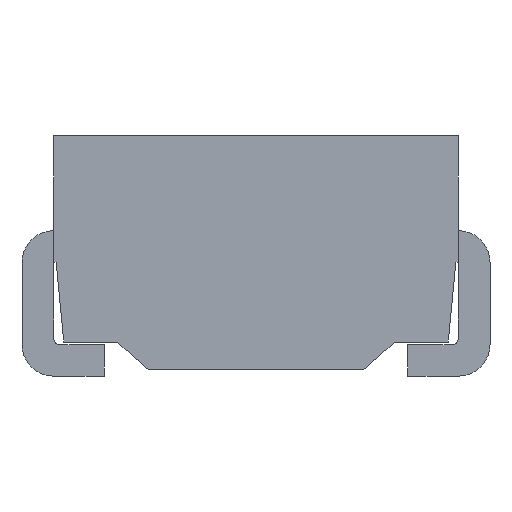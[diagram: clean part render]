
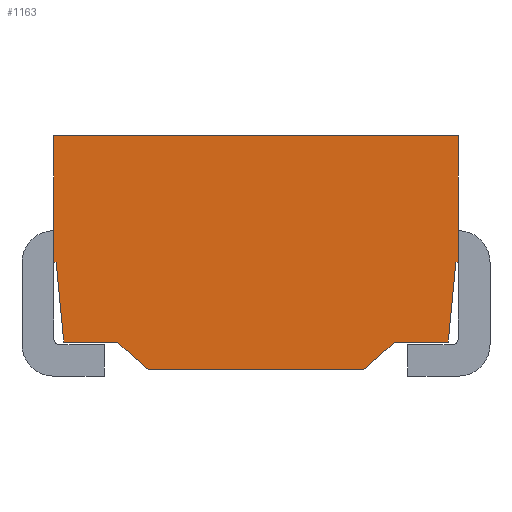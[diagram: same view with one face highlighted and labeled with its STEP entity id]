
A CAD part, front view. The second image highlights one B-rep face of the part: STEP entity #1163.
In plain terms, the highlighted planar face has unit normal (0, -1, 0).
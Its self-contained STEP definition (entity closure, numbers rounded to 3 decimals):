
#112=FACE_OUTER_BOUND('',#172,.T.);
#172=EDGE_LOOP('',(#991,#992,#993,#994,#995,#996,#997,#998,#999,#1000,#1001,
#1002));
#180=LINE('',#1568,#310);
#193=LINE('',#1595,#323);
#253=LINE('',#1752,#383);
#279=LINE('',#1817,#409);
#282=LINE('',#1823,#412);
#285=LINE('',#1829,#415);
#288=LINE('',#1835,#418);
#291=LINE('',#1841,#421);
#294=LINE('',#1845,#424);
#296=LINE('',#1850,#426);
#299=LINE('',#1856,#429);
#302=LINE('',#1860,#432);
#310=VECTOR('',#1265,3.2);
#323=VECTOR('',#1282,1.);
#383=VECTOR('',#1440,1.);
#409=VECTOR('',#1500,0.333);
#412=VECTOR('',#1505,1.7);
#415=VECTOR('',#1510,0.333);
#418=VECTOR('',#1515,0.42);
#421=VECTOR('',#1520,0.633);
#424=VECTOR('',#1525,0.02);
#426=VECTOR('',#1529,0.02);
#429=VECTOR('',#1534,0.633);
#432=VECTOR('',#1539,0.42);
#438=VERTEX_POINT('',#1565);
#439=VERTEX_POINT('',#1567);
#451=VERTEX_POINT('',#1593);
#499=VERTEX_POINT('',#1751);
#520=VERTEX_POINT('',#1814);
#521=VERTEX_POINT('',#1816);
#523=VERTEX_POINT('',#1822);
#525=VERTEX_POINT('',#1828);
#527=VERTEX_POINT('',#1834);
#529=VERTEX_POINT('',#1840);
#531=VERTEX_POINT('',#1849);
#533=VERTEX_POINT('',#1855);
#542=EDGE_CURVE('',#439,#438,#180,.T.);
#556=EDGE_CURVE('',#438,#451,#193,.T.);
#634=EDGE_CURVE('',#439,#499,#253,.T.);
#666=EDGE_CURVE('',#521,#520,#279,.T.);
#669=EDGE_CURVE('',#523,#521,#282,.T.);
#672=EDGE_CURVE('',#525,#523,#285,.T.);
#675=EDGE_CURVE('',#527,#525,#288,.T.);
#678=EDGE_CURVE('',#529,#527,#291,.T.);
#681=EDGE_CURVE('',#451,#529,#294,.T.);
#683=EDGE_CURVE('',#531,#499,#296,.T.);
#686=EDGE_CURVE('',#533,#531,#299,.T.);
#689=EDGE_CURVE('',#520,#533,#302,.T.);
#991=ORIENTED_EDGE('',*,*,#683,.T.);
#992=ORIENTED_EDGE('',*,*,#634,.F.);
#993=ORIENTED_EDGE('',*,*,#542,.T.);
#994=ORIENTED_EDGE('',*,*,#556,.T.);
#995=ORIENTED_EDGE('',*,*,#681,.T.);
#996=ORIENTED_EDGE('',*,*,#678,.T.);
#997=ORIENTED_EDGE('',*,*,#675,.T.);
#998=ORIENTED_EDGE('',*,*,#672,.T.);
#999=ORIENTED_EDGE('',*,*,#669,.T.);
#1000=ORIENTED_EDGE('',*,*,#666,.T.);
#1001=ORIENTED_EDGE('',*,*,#689,.T.);
#1002=ORIENTED_EDGE('',*,*,#686,.T.);
#1047=PLANE('',#1249);
#1163=ADVANCED_FACE('',(#112),#1047,.T.);
#1249=AXIS2_PLACEMENT_3D('',#1866,#1548,#1549);
#1265=DIRECTION('',(-1.,0.,0.));
#1282=DIRECTION('',(0.,0.,-1.));
#1440=DIRECTION('',(0.,0.,-1.));
#1500=DIRECTION('',(0.751,0.,0.661));
#1505=DIRECTION('',(1.,0.,0.));
#1510=DIRECTION('',(0.751,0.,-0.661));
#1515=DIRECTION('',(1.,0.,0.));
#1520=DIRECTION('',(0.095,0.,-0.995));
#1525=DIRECTION('',(1.,0.,0.));
#1529=DIRECTION('',(1.,0.,0.));
#1534=DIRECTION('',(0.095,0.,0.995));
#1539=DIRECTION('',(1.,0.,0.));
#1548=DIRECTION('center_axis',(0.,-1.,0.));
#1549=DIRECTION('ref_axis',(-1.,0.,0.));
#1565=CARTESIAN_POINT('',(-1.6,-1.4,0.));
#1567=CARTESIAN_POINT('',(1.6,-1.4,0.));
#1568=CARTESIAN_POINT('',(1.6,-1.4,0.));
#1593=CARTESIAN_POINT('',(-1.6,-1.4,-1.));
#1595=CARTESIAN_POINT('',(-1.6,-1.4,0.));
#1751=CARTESIAN_POINT('',(1.6,-1.4,-1.));
#1752=CARTESIAN_POINT('',(1.6,-1.4,0.));
#1814=CARTESIAN_POINT('',(1.1,-1.4,-1.63));
#1816=CARTESIAN_POINT('',(0.85,-1.4,-1.85));
#1817=CARTESIAN_POINT('',(1.52,-1.4,-1.26));
#1822=CARTESIAN_POINT('',(-0.85,-1.4,-1.85));
#1823=CARTESIAN_POINT('',(0.375,-1.4,-1.85));
#1828=CARTESIAN_POINT('',(-1.1,-1.4,-1.63));
#1829=CARTESIAN_POINT('',(-0.743,-1.4,-1.944));
#1834=CARTESIAN_POINT('',(-1.52,-1.4,-1.63));
#1835=CARTESIAN_POINT('',(0.04,-1.4,-1.63));
#1840=CARTESIAN_POINT('',(-1.58,-1.4,-1.));
#1841=CARTESIAN_POINT('',(-1.613,-1.4,-0.655));
#1845=CARTESIAN_POINT('',(0.,-1.4,-1.));
#1849=CARTESIAN_POINT('',(1.58,-1.4,-1.));
#1850=CARTESIAN_POINT('',(1.59,-1.4,-1.));
#1855=CARTESIAN_POINT('',(1.52,-1.4,-1.63));
#1856=CARTESIAN_POINT('',(1.597,-1.4,-0.819));
#1860=CARTESIAN_POINT('',(1.35,-1.4,-1.63));
#1866=CARTESIAN_POINT('Origin',(1.6,-1.4,0.));
